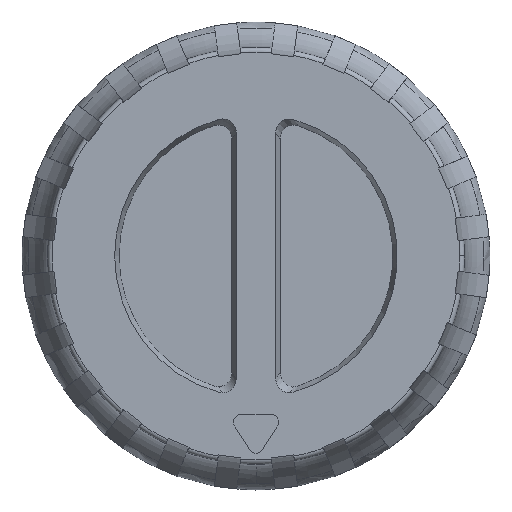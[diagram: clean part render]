
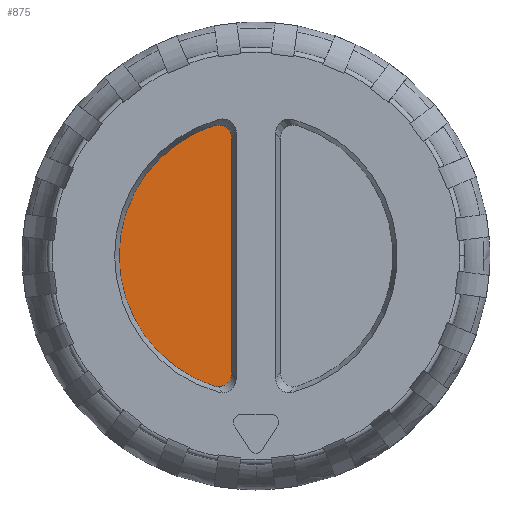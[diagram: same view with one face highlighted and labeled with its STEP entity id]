
A CAD part, top view. The second image highlights one B-rep face of the part: STEP entity #875.
In plain terms, the highlighted planar face has unit normal (0, 0, 1).
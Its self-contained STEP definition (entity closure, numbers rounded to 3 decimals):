
#815=CARTESIAN_POINT('',(-0.,3.595,151.623));
#816=DIRECTION('',(-0.,-0.,-1.));
#817=DIRECTION('',(1.,0.,-0.));
#818=AXIS2_PLACEMENT_3D('',#815,#816,#817);
#819=PLANE('',#818);
#820=CARTESIAN_POINT('',(-2.835,-5.024,151.624));
#821=VERTEX_POINT('',#820);
#822=CARTESIAN_POINT('',(-2.505,-5.078,151.623));
#823=VERTEX_POINT('',#822);
#824=CARTESIAN_POINT('',(-2.666,-3.963,151.623));
#825=DIRECTION('',(0.,0.,1.));
#826=DIRECTION('',(0.595,-0.803,0.));
#827=AXIS2_PLACEMENT_3D('',#824,#825,#826);
#828=ELLIPSE('',#827,1.173,1.001);
#829=EDGE_CURVE('',#821,#823,#828,.T.);
#830=ORIENTED_EDGE('',*,*,#829,.T.);
#831=CARTESIAN_POINT('',(-1.601,-4.131,151.623));
#832=VERTEX_POINT('',#831);
#833=CARTESIAN_POINT('',(-2.666,-3.963,151.623));
#834=DIRECTION('',(0.,0.,1.));
#835=DIRECTION('',(0.595,-0.803,0.));
#836=AXIS2_PLACEMENT_3D('',#833,#834,#835);
#837=ELLIPSE('',#836,1.173,1.001);
#838=EDGE_CURVE('',#823,#832,#837,.T.);
#839=ORIENTED_EDGE('',*,*,#838,.T.);
#840=CARTESIAN_POINT('',(-1.601,11.321,151.623));
#841=VERTEX_POINT('',#840);
#842=CARTESIAN_POINT('',(-1.601,11.321,151.623));
#843=DIRECTION('',(0.,-1.,0.));
#844=VECTOR('',#843,15.452);
#845=LINE('',#842,#844);
#846=EDGE_CURVE('',#841,#832,#845,.T.);
#847=ORIENTED_EDGE('',*,*,#846,.F.);
#848=CARTESIAN_POINT('',(-2.835,12.214,151.623));
#849=VERTEX_POINT('',#848);
#850=CARTESIAN_POINT('',(-2.668,11.151,151.623));
#851=DIRECTION('',(0.,0.,1.));
#852=DIRECTION('',(0.596,0.803,-0.));
#853=AXIS2_PLACEMENT_3D('',#850,#851,#852);
#854=ELLIPSE('',#853,1.175,1.003);
#855=EDGE_CURVE('',#841,#849,#854,.T.);
#856=ORIENTED_EDGE('',*,*,#855,.T.);
#857=CARTESIAN_POINT('',(-9.073,3.595,151.623));
#858=VERTEX_POINT('',#857);
#859=CARTESIAN_POINT('',(-0.,3.595,151.623));
#860=DIRECTION('',(-0.,-0.,-1.));
#861=DIRECTION('',(-1.,-0.,0.));
#862=AXIS2_PLACEMENT_3D('',#859,#860,#861);
#863=CIRCLE('',#862,9.073);
#864=EDGE_CURVE('',#858,#849,#863,.T.);
#865=ORIENTED_EDGE('',*,*,#864,.F.);
#866=CARTESIAN_POINT('',(-0.,3.595,151.623));
#867=DIRECTION('',(-0.,-0.,-1.));
#868=DIRECTION('',(-1.,-0.,0.));
#869=AXIS2_PLACEMENT_3D('',#866,#867,#868);
#870=CIRCLE('',#869,9.073);
#871=EDGE_CURVE('',#821,#858,#870,.T.);
#872=ORIENTED_EDGE('',*,*,#871,.F.);
#873=EDGE_LOOP('',(#830,#839,#847,#856,#865,#872));
#874=FACE_BOUND('',#873,.T.);
#875=ADVANCED_FACE('',(#874),#819,.F.);
